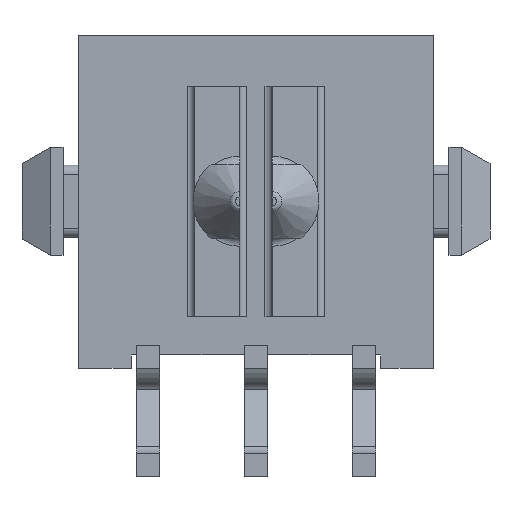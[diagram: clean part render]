
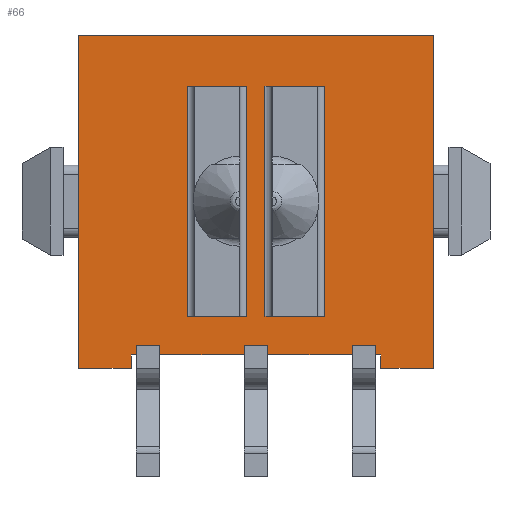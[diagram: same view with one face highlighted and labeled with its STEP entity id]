
A CAD part, front view. The second image highlights one B-rep face of the part: STEP entity #66.
In plain terms, the highlighted planar face has unit normal (0, -1, 0).
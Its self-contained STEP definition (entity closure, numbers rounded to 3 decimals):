
#66=ADVANCED_FACE('',(#334,#335,#336),#337,.T.);
#334=FACE_OUTER_BOUND('',#838,.T.);
#335=FACE_BOUND('',#839,.T.);
#336=FACE_BOUND('',#840,.T.);
#337=PLANE('',#841);
#838=EDGE_LOOP('',(#1560,#1561,#1562,#1563,#1564,#1565,#1566,#1567,#1568,#1569,#1570,#1571,#1572,#1573,#1574,#1575,#1576,#1577,#1578,#1579));
#839=EDGE_LOOP('',(#1580,#1581,#1582,#1583));
#840=EDGE_LOOP('',(#1584,#1585,#1586,#1587));
#841=AXIS2_PLACEMENT_3D('',#1588,#1589,#1590);
#1560=ORIENTED_EDGE('',*,*,#3516,.T.);
#1561=ORIENTED_EDGE('',*,*,#3517,.T.);
#1562=ORIENTED_EDGE('',*,*,#3518,.F.);
#1563=ORIENTED_EDGE('',*,*,#3519,.F.);
#1564=ORIENTED_EDGE('',*,*,#3520,.T.);
#1565=ORIENTED_EDGE('',*,*,#3521,.F.);
#1566=ORIENTED_EDGE('',*,*,#3522,.F.);
#1567=ORIENTED_EDGE('',*,*,#3523,.T.);
#1568=ORIENTED_EDGE('',*,*,#3524,.T.);
#1569=ORIENTED_EDGE('',*,*,#3525,.F.);
#1570=ORIENTED_EDGE('',*,*,#3526,.F.);
#1571=ORIENTED_EDGE('',*,*,#3527,.F.);
#1572=ORIENTED_EDGE('',*,*,#3444,.T.);
#1573=ORIENTED_EDGE('',*,*,#3507,.F.);
#1574=ORIENTED_EDGE('',*,*,#3528,.F.);
#1575=ORIENTED_EDGE('',*,*,#3529,.T.);
#1576=ORIENTED_EDGE('',*,*,#3530,.T.);
#1577=ORIENTED_EDGE('',*,*,#3531,.T.);
#1578=ORIENTED_EDGE('',*,*,#3532,.F.);
#1579=ORIENTED_EDGE('',*,*,#3533,.F.);
#1580=ORIENTED_EDGE('',*,*,#3534,.T.);
#1581=ORIENTED_EDGE('',*,*,#3535,.F.);
#1582=ORIENTED_EDGE('',*,*,#3536,.T.);
#1583=ORIENTED_EDGE('',*,*,#3537,.F.);
#1584=ORIENTED_EDGE('',*,*,#3538,.T.);
#1585=ORIENTED_EDGE('',*,*,#3539,.F.);
#1586=ORIENTED_EDGE('',*,*,#3540,.T.);
#1587=ORIENTED_EDGE('',*,*,#3541,.F.);
#1588=CARTESIAN_POINT('',(4.93,-3.43,0.0));
#1589=DIRECTION('',(0.0,-1.0,0.0));
#1590=DIRECTION('',(0.0,0.0,-1.0));
#3444=EDGE_CURVE('',#4148,#4146,#4149,.T.);
#3507=EDGE_CURVE('',#4261,#4146,#4263,.T.);
#3516=EDGE_CURVE('',#4280,#4281,#4282,.T.);
#3517=EDGE_CURVE('',#4281,#4283,#4284,.T.);
#3518=EDGE_CURVE('',#4285,#4283,#4286,.T.);
#3519=EDGE_CURVE('',#4287,#4285,#4288,.T.);
#3520=EDGE_CURVE('',#4287,#4289,#4290,.T.);
#3521=EDGE_CURVE('',#4291,#4289,#4292,.T.);
#3522=EDGE_CURVE('',#4293,#4291,#4294,.T.);
#3523=EDGE_CURVE('',#4293,#4295,#4296,.T.);
#3524=EDGE_CURVE('',#4295,#4297,#4298,.T.);
#3525=EDGE_CURVE('',#4299,#4297,#4300,.T.);
#3526=EDGE_CURVE('',#4301,#4299,#4302,.T.);
#3527=EDGE_CURVE('',#4148,#4301,#4303,.T.);
#3528=EDGE_CURVE('',#4304,#4261,#4305,.T.);
#3529=EDGE_CURVE('',#4304,#4306,#4307,.T.);
#3530=EDGE_CURVE('',#4306,#4308,#4309,.T.);
#3531=EDGE_CURVE('',#4308,#4310,#4311,.T.);
#3532=EDGE_CURVE('',#4312,#4310,#4313,.T.);
#3533=EDGE_CURVE('',#4280,#4312,#4314,.T.);
#3534=EDGE_CURVE('',#4315,#4316,#4317,.T.);
#3535=EDGE_CURVE('',#4318,#4316,#4319,.T.);
#3536=EDGE_CURVE('',#4318,#4320,#4321,.T.);
#3537=EDGE_CURVE('',#4315,#4320,#4322,.T.);
#3538=EDGE_CURVE('',#4323,#4324,#4325,.T.);
#3539=EDGE_CURVE('',#4326,#4324,#4327,.T.);
#3540=EDGE_CURVE('',#4326,#4328,#4329,.T.);
#3541=EDGE_CURVE('',#4323,#4328,#4330,.T.);
#4146=VERTEX_POINT('',#5263);
#4148=VERTEX_POINT('',#5266);
#4149=LINE('',#5267,#5268);
#4261=VERTEX_POINT('',#5475);
#4263=LINE('',#5478,#5479);
#4280=VERTEX_POINT('',#5500);
#4281=VERTEX_POINT('',#5501);
#4282=LINE('',#5502,#5503);
#4283=VERTEX_POINT('',#5504);
#4284=LINE('',#5505,#5506);
#4285=VERTEX_POINT('',#5507);
#4286=LINE('',#5508,#5509);
#4287=VERTEX_POINT('',#5510);
#4288=LINE('',#5511,#5512);
#4289=VERTEX_POINT('',#5513);
#4290=LINE('',#5514,#5515);
#4291=VERTEX_POINT('',#5516);
#4292=LINE('',#5517,#5518);
#4293=VERTEX_POINT('',#5519);
#4294=LINE('',#5520,#5521);
#4295=VERTEX_POINT('',#5522);
#4296=LINE('',#5523,#5524);
#4297=VERTEX_POINT('',#5525);
#4298=LINE('',#5526,#5527);
#4299=VERTEX_POINT('',#5528);
#4300=LINE('',#5529,#5530);
#4301=VERTEX_POINT('',#5531);
#4302=LINE('',#5532,#5533);
#4303=LINE('',#5534,#5535);
#4304=VERTEX_POINT('',#5536);
#4305=LINE('',#5537,#5538);
#4306=VERTEX_POINT('',#5539);
#4307=LINE('',#5540,#5541);
#4308=VERTEX_POINT('',#5542);
#4309=LINE('',#5543,#5544);
#4310=VERTEX_POINT('',#5545);
#4311=LINE('',#5546,#5547);
#4312=VERTEX_POINT('',#5548);
#4313=LINE('',#5549,#5550);
#4314=LINE('',#5551,#5552);
#4315=VERTEX_POINT('',#5553);
#4316=VERTEX_POINT('',#5554);
#4317=LINE('',#5555,#5556);
#4318=VERTEX_POINT('',#5557);
#4319=LINE('',#5558,#5559);
#4320=VERTEX_POINT('',#5560);
#4321=LINE('',#5561,#5562);
#4322=LINE('',#5563,#5564);
#4323=VERTEX_POINT('',#5565);
#4324=VERTEX_POINT('',#5566);
#4325=LINE('',#5567,#5568);
#4326=VERTEX_POINT('',#5569);
#4327=LINE('',#5570,#5571);
#4328=VERTEX_POINT('',#5572);
#4329=LINE('',#5573,#5574);
#4330=LINE('',#5575,#5576);
#5263=CARTESIAN_POINT('',(-4.93,-3.43,0.0));
#5266=CARTESIAN_POINT('',(4.93,-3.43,0.0));
#5267=CARTESIAN_POINT('',(4.93,-3.43,0.0));
#5268=VECTOR('',#6976,9.86);
#5475=CARTESIAN_POINT('',(-4.93,-3.43,-9.24));
#5478=CARTESIAN_POINT('',(-4.93,-3.43,-9.24));
#5479=VECTOR('',#7035,9.24);
#5500=CARTESIAN_POINT('',(-2.68,-3.43,-8.87));
#5501=CARTESIAN_POINT('',(-0.32,-3.43,-8.87));
#5502=CARTESIAN_POINT('',(-2.68,-3.43,-8.87));
#5503=VECTOR('',#7052,2.36);
#5504=CARTESIAN_POINT('',(-0.32,-3.43,-8.825));
#5505=CARTESIAN_POINT('',(-0.32,-3.43,-8.87));
#5506=VECTOR('',#7053,0.045);
#5507=CARTESIAN_POINT('',(0.32,-3.43,-8.825));
#5508=CARTESIAN_POINT('',(0.32,-3.43,-8.825));
#5509=VECTOR('',#7054,0.64);
#5510=CARTESIAN_POINT('',(0.32,-3.43,-8.87));
#5511=CARTESIAN_POINT('',(0.32,-3.43,-8.87));
#5512=VECTOR('',#7055,0.045);
#5513=CARTESIAN_POINT('',(2.68,-3.43,-8.87));
#5514=CARTESIAN_POINT('',(0.32,-3.43,-8.87));
#5515=VECTOR('',#7056,2.36);
#5516=CARTESIAN_POINT('',(2.68,-3.43,-8.825));
#5517=CARTESIAN_POINT('',(2.68,-3.43,-8.825));
#5518=VECTOR('',#7057,0.045);
#5519=CARTESIAN_POINT('',(3.32,-3.43,-8.825));
#5520=CARTESIAN_POINT('',(3.32,-3.43,-8.825));
#5521=VECTOR('',#7058,0.64);
#5522=CARTESIAN_POINT('',(3.32,-3.43,-8.87));
#5523=CARTESIAN_POINT('',(3.32,-3.43,-8.825));
#5524=VECTOR('',#7059,0.045);
#5525=CARTESIAN_POINT('',(3.465,-3.43,-8.87));
#5526=CARTESIAN_POINT('',(3.32,-3.43,-8.87));
#5527=VECTOR('',#7060,0.145);
#5528=CARTESIAN_POINT('',(3.465,-3.43,-9.24));
#5529=CARTESIAN_POINT('',(3.465,-3.43,-9.24));
#5530=VECTOR('',#7061,0.37);
#5531=CARTESIAN_POINT('',(4.93,-3.43,-9.24));
#5532=CARTESIAN_POINT('',(4.93,-3.43,-9.24));
#5533=VECTOR('',#7062,1.465);
#5534=CARTESIAN_POINT('',(4.93,-3.43,0.0));
#5535=VECTOR('',#7063,9.24);
#5536=CARTESIAN_POINT('',(-3.465,-3.43,-9.24));
#5537=CARTESIAN_POINT('',(-3.465,-3.43,-9.24));
#5538=VECTOR('',#7064,1.465);
#5539=CARTESIAN_POINT('',(-3.465,-3.43,-8.87));
#5540=CARTESIAN_POINT('',(-3.465,-3.43,-9.24));
#5541=VECTOR('',#7065,0.37);
#5542=CARTESIAN_POINT('',(-3.32,-3.43,-8.87));
#5543=CARTESIAN_POINT('',(-3.465,-3.43,-8.87));
#5544=VECTOR('',#7066,0.145);
#5545=CARTESIAN_POINT('',(-3.32,-3.43,-8.825));
#5546=CARTESIAN_POINT('',(-3.32,-3.43,-8.87));
#5547=VECTOR('',#7067,0.045);
#5548=CARTESIAN_POINT('',(-2.68,-3.43,-8.825));
#5549=CARTESIAN_POINT('',(-2.68,-3.43,-8.825));
#5550=VECTOR('',#7068,0.64);
#5551=CARTESIAN_POINT('',(-2.68,-3.43,-8.87));
#5552=VECTOR('',#7069,0.045);
#5553=CARTESIAN_POINT('',(0.25,-3.43,-1.4));
#5554=CARTESIAN_POINT('',(1.9,-3.43,-1.4));
#5555=CARTESIAN_POINT('',(0.25,-3.43,-1.4));
#5556=VECTOR('',#7070,1.65);
#5557=CARTESIAN_POINT('',(1.9,-3.43,-7.8));
#5558=CARTESIAN_POINT('',(1.9,-3.43,-7.8));
#5559=VECTOR('',#7071,6.4);
#5560=CARTESIAN_POINT('',(0.25,-3.43,-7.8));
#5561=CARTESIAN_POINT('',(1.9,-3.43,-7.8));
#5562=VECTOR('',#7072,1.65);
#5563=CARTESIAN_POINT('',(0.25,-3.43,-1.4));
#5564=VECTOR('',#7073,6.4);
#5565=CARTESIAN_POINT('',(-1.9,-3.43,-1.4));
#5566=CARTESIAN_POINT('',(-0.25,-3.43,-1.4));
#5567=CARTESIAN_POINT('',(-1.9,-3.43,-1.4));
#5568=VECTOR('',#7074,1.65);
#5569=CARTESIAN_POINT('',(-0.25,-3.43,-7.8));
#5570=CARTESIAN_POINT('',(-0.25,-3.43,-7.8));
#5571=VECTOR('',#7075,6.4);
#5572=CARTESIAN_POINT('',(-1.9,-3.43,-7.8));
#5573=CARTESIAN_POINT('',(-0.25,-3.43,-7.8));
#5574=VECTOR('',#7076,1.65);
#5575=CARTESIAN_POINT('',(-1.9,-3.43,-1.4));
#5576=VECTOR('',#7077,6.4);
#6976=DIRECTION('',(-1.0,0.0,0.0));
#7035=DIRECTION('',(0.0,0.0,1.0));
#7052=DIRECTION('',(1.0,0.0,0.0));
#7053=DIRECTION('',(0.0,0.0,1.0));
#7054=DIRECTION('',(-1.0,0.0,0.0));
#7055=DIRECTION('',(0.0,0.0,1.0));
#7056=DIRECTION('',(1.0,0.0,0.0));
#7057=DIRECTION('',(0.0,0.0,-1.0));
#7058=DIRECTION('',(-1.0,0.0,0.0));
#7059=DIRECTION('',(0.0,0.0,-1.0));
#7060=DIRECTION('',(1.0,0.0,0.0));
#7061=DIRECTION('',(0.0,0.0,1.0));
#7062=DIRECTION('',(-1.0,0.0,0.0));
#7063=DIRECTION('',(0.0,0.0,-1.0));
#7064=DIRECTION('',(-1.0,0.0,0.0));
#7065=DIRECTION('',(0.0,0.0,1.0));
#7066=DIRECTION('',(1.0,0.0,0.0));
#7067=DIRECTION('',(0.0,0.0,1.0));
#7068=DIRECTION('',(-1.0,0.0,0.0));
#7069=DIRECTION('',(0.0,0.0,1.0));
#7070=DIRECTION('',(1.0,0.0,0.0));
#7071=DIRECTION('',(0.0,0.0,1.0));
#7072=DIRECTION('',(-1.0,0.0,0.0));
#7073=DIRECTION('',(0.0,0.0,-1.0));
#7074=DIRECTION('',(1.0,0.0,0.0));
#7075=DIRECTION('',(0.0,0.0,1.0));
#7076=DIRECTION('',(-1.0,0.0,0.0));
#7077=DIRECTION('',(0.0,0.0,-1.0));
